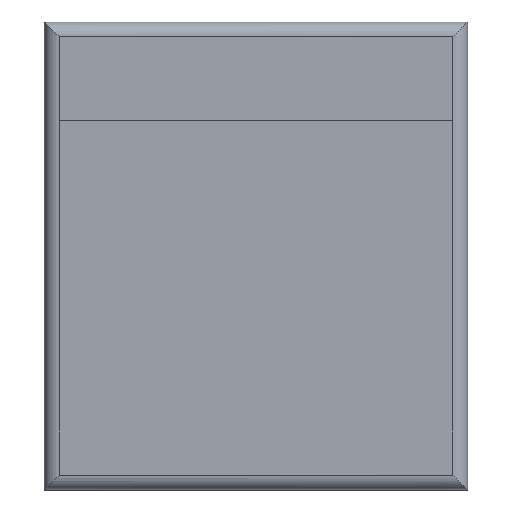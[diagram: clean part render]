
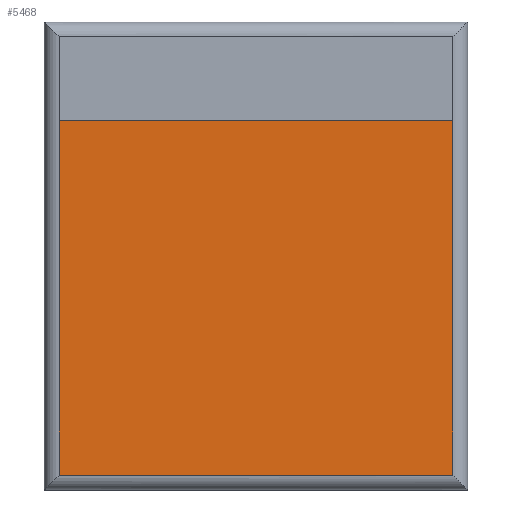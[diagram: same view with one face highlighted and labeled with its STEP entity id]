
A CAD part, top view. The second image highlights one B-rep face of the part: STEP entity #5468.
In plain terms, the highlighted planar face has unit normal (0, 0, 1).
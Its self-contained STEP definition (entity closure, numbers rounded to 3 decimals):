
#379 = ORIENTED_EDGE ( 'NONE', *, *, #8712, .T. ) ;
#768 = CARTESIAN_POINT ( 'NONE',  ( -26.5, -31.5, 4.05 ) ) ;
#855 = VERTEX_POINT ( 'NONE', #5275 ) ;
#1704 = LINE ( 'NONE', #3120, #7099 ) ;
#1874 = DIRECTION ( 'NONE',  ( 1., 0., 0. ) ) ;
#2060 = CARTESIAN_POINT ( 'NONE',  ( -26.5, -29.5, 4.05 ) ) ;
#2212 = PLANE ( 'NONE',  #6200 ) ;
#2527 = CARTESIAN_POINT ( 'NONE',  ( 26.5, -29.5, 4.05 ) ) ;
#2734 = EDGE_CURVE ( 'NONE', #4121, #855, #3068, .T. ) ;
#2827 = DIRECTION ( 'NONE',  ( -1., 0., 0. ) ) ;
#2952 = DIRECTION ( 'NONE',  ( 0., 0., -1. ) ) ;
#3006 = VECTOR ( 'NONE', #1874, 1000. ) ;
#3068 = LINE ( 'NONE', #5106, #3135 ) ;
#3120 = CARTESIAN_POINT ( 'NONE',  ( 28.5, -29.5, 4.05 ) ) ;
#3135 = VECTOR ( 'NONE', #5657, 1000. ) ;
#3189 = VERTEX_POINT ( 'NONE', #2060 ) ;
#3240 = LINE ( 'NONE', #5333, #3006 ) ;
#3690 = CARTESIAN_POINT ( 'NONE',  ( -26.5, 18.231, 4.05 ) ) ;
#4121 = VERTEX_POINT ( 'NONE', #2527 ) ;
#4347 = DIRECTION ( 'NONE',  ( 0., -1., 0. ) ) ;
#4349 = EDGE_CURVE ( 'NONE', #6132, #3189, #4918, .T. ) ;
#4521 = ORIENTED_EDGE ( 'NONE', *, *, #2734, .T. ) ;
#4918 = LINE ( 'NONE', #768, #7197 ) ;
#5106 = CARTESIAN_POINT ( 'NONE',  ( 26.5, 31.5, 4.05 ) ) ;
#5275 = CARTESIAN_POINT ( 'NONE',  ( 26.5, 18.231, 4.05 ) ) ;
#5333 = CARTESIAN_POINT ( 'NONE',  ( -26.5, 18.231, 4.05 ) ) ;
#5386 = EDGE_LOOP ( 'NONE', ( #4521, #8804, #7802, #379 ) ) ;
#5468 = ADVANCED_FACE ( 'NONE', ( #6311 ), #2212, .F. ) ;
#5657 = DIRECTION ( 'NONE',  ( 0., 1., 0. ) ) ;
#5808 = DIRECTION ( 'NONE',  ( 1., 0., 0. ) ) ;
#6132 = VERTEX_POINT ( 'NONE', #3690 ) ;
#6192 = EDGE_CURVE ( 'NONE', #6132, #855, #3240, .T. ) ;
#6200 = AXIS2_PLACEMENT_3D ( 'NONE', #6230, #2952, #2827 ) ;
#6230 = CARTESIAN_POINT ( 'NONE',  ( 0., 0., 4.05 ) ) ;
#6311 = FACE_OUTER_BOUND ( 'NONE', #5386, .T. ) ;
#7099 = VECTOR ( 'NONE', #5808, 1000. ) ;
#7197 = VECTOR ( 'NONE', #4347, 1000. ) ;
#7802 = ORIENTED_EDGE ( 'NONE', *, *, #4349, .T. ) ;
#8712 = EDGE_CURVE ( 'NONE', #3189, #4121, #1704, .T. ) ;
#8804 = ORIENTED_EDGE ( 'NONE', *, *, #6192, .F. ) ;
